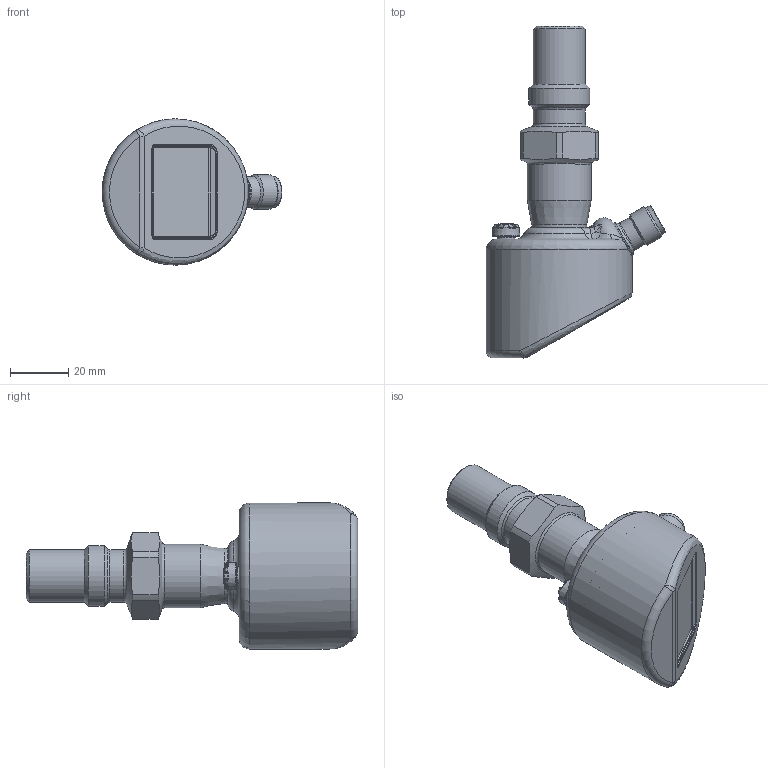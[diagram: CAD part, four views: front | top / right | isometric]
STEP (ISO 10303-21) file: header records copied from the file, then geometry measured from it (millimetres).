
FILE_DESCRIPTION(/* description */ ('Unknown'),/* implementation_level */ '2;1');
FILE_NAME(/* name */ 'PP56H-2.B####.D214.482021.0000',/* time_stamp */ '2024-09-09T14:24:08+02:00',/* author */ ('Unknown'),/* organization */ ('Baumer'),/* preprocessor_version */ 'ST-DEVELOPER v16.7',/* originating_system */ 'Solid Edge',/* authorisation */ 'Unknown');
FILE_SCHEMA (('AUTOMOTIVE_DESIGN {1 0 10303 214 3 1 1}'));
Length unit declared in the file: millimetre
Products named in the file (1): Part2
Bounding box: 61.95 x 114.42 x 50.4 mm (x, y, z)
Volume: 42998.7 mm3; surface area: 39063.4 mm2
Topology: 1 solids, 6 shells, 2365 faces, 6230 edges, 3958 vertices
Faces by surface type: plane 1099, bspline 458, cylinder 431, cone 197, torus 162, sphere 18
Full cylindrical faces by diameter (mm): 0.5 x2, 0.6 x15, 0.7 x6, 0.9 x11, 1 x6, 2 x1, 3 x2, 4.9 x1, 5 x2, 6 x1, 6.2 x1, 6.7 x1, 7 x2, 7.05 x1, 7.4 x1, 7.61 x1, 7.7 x1, 8 x1, 8.1 x1, 8.4 x2, 8.7 x1, 9.36 x1, 9.4 x1, 9.45 x1, 9.5 x1, 9.55 x1, 10 x1, 10.42 x1, 10.5 x1, 10.65 x1
Entity records: 98379 total; most frequent: CARTESIAN_POINT 28831, ORIENTED_EDGE 11744, DIRECTION 9194, EDGE_CURVE 5872, VERTEX_POINT 3871, AXIS2_PLACEMENT_3D 3459, FACE_BOUND 2827, EDGE_LOOP 2825
